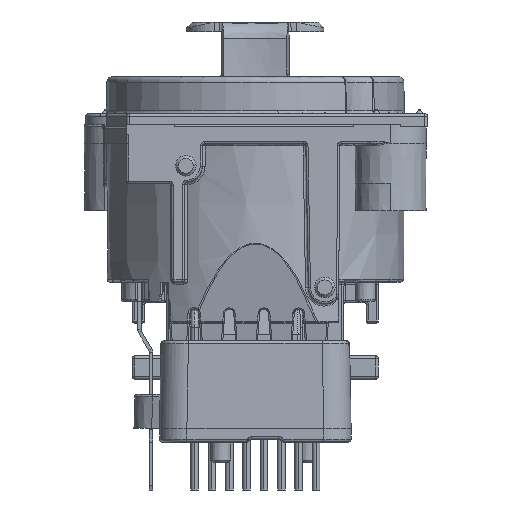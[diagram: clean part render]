
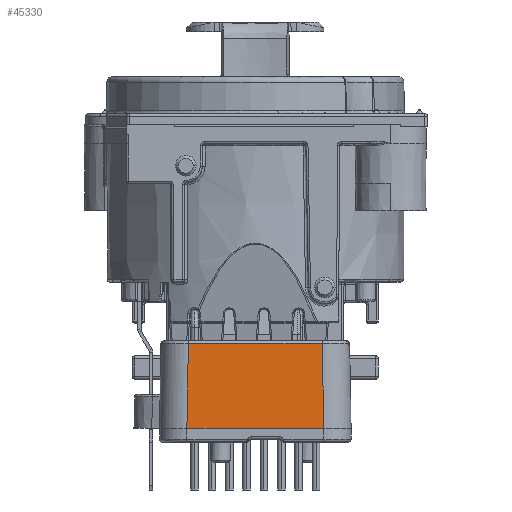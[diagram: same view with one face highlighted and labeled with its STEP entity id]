
A CAD part, front view. The second image highlights one B-rep face of the part: STEP entity #45330.
In plain terms, the highlighted planar face has unit normal (0, -1, 0.018).
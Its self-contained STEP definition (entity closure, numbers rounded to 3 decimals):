
#4567=DIRECTION('',(0.017,-0.017,-1.));
#4568=VECTOR('',#4567,6.205);
#4569=CARTESIAN_POINT('',(4.892,-9.782,
-15.997));
#4570=LINE('',#4569,#4568);
#4571=DIRECTION('',(1.,0.,0.));
#4572=VECTOR('',#4571,10.);
#4573=CARTESIAN_POINT('',(-5.,-9.89,-22.2));
#4574=LINE('',#4573,#4572);
#4575=DIRECTION('',(0.017,0.017,1.));
#4576=VECTOR('',#4575,6.205);
#4577=CARTESIAN_POINT('',(-5.,-9.89,-22.2));
#4578=LINE('',#4577,#4576);
#4579=DIRECTION('',(1.,0.,0.));
#4580=VECTOR('',#4579,9.784);
#4581=CARTESIAN_POINT('',(-4.892,-9.782,
-15.997));
#4582=LINE('',#4581,#4580);
#36284=CARTESIAN_POINT('',(-5.,-9.89,-22.2));
#36285=CARTESIAN_POINT('',(5.,-9.89,-22.2));
#36286=VERTEX_POINT('',#36284);
#36287=VERTEX_POINT('',#36285);
#36330=CARTESIAN_POINT('',(4.892,-9.782,
-15.997));
#36331=VERTEX_POINT('',#36330);
#36334=CARTESIAN_POINT('',(-4.892,-9.782,
-15.997));
#36335=VERTEX_POINT('',#36334);
#45316=CARTESIAN_POINT('',(-7.,-9.89,-22.2));
#45317=DIRECTION('',(0.,-1.,0.017));
#45318=DIRECTION('',(1.,0.,0.));
#45319=AXIS2_PLACEMENT_3D('',#45316,#45317,#45318);
#45320=PLANE('',#45319);
#45322=ORIENTED_EDGE('',*,*,#45321,.T.);
#45324=ORIENTED_EDGE('',*,*,#45323,.F.);
#45326=ORIENTED_EDGE('',*,*,#45325,.T.);
#45327=ORIENTED_EDGE('',*,*,#45309,.T.);
#45328=EDGE_LOOP('',(#45322,#45324,#45326,#45327));
#45329=FACE_OUTER_BOUND('',#45328,.F.);
#45330=ADVANCED_FACE('',(#45329),#45320,.T.);
#45309=EDGE_CURVE('',#36335,#36331,#4582,.T.);
#45321=EDGE_CURVE('',#36331,#36287,#4570,.T.);
#45323=EDGE_CURVE('',#36286,#36287,#4574,.T.);
#45325=EDGE_CURVE('',#36286,#36335,#4578,.T.);
